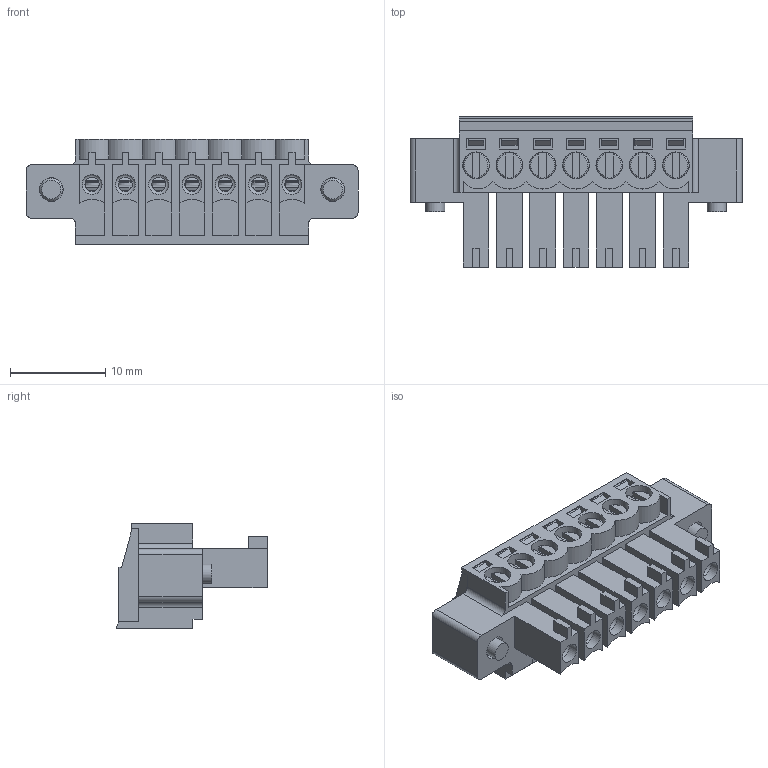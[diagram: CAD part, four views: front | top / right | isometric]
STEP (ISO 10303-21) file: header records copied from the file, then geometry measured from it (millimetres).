
FILE_DESCRIPTION( ( 'Unknown' ), '1' );
FILE_NAME( '691364100007.stp', 'Unknown', ( 'Unknown' ), ( 'Unknown' ), 'PSStep 18.0.17', 'Unknown', ' ' );
FILE_SCHEMA( ( 'AUTOMOTIVE_DESIGN { 1 0 10303 214 1 1 1 1 }' ) );
Length unit declared in the file: millimetre
Products named in the file (7): Assem1; 6913641000xx_CAGE; 6913641000xx_VIS; 6913641000xx_PIN; 6913641000xx_VIS Flange; 691364100007_M; 691364100007
Assembly tree (25 placements, depth 2):
  Assem1
    6913641000xx_CAGE  x7
    6913641000xx_VIS  x7
    6913641000xx_PIN  x7
    6913641000xx_VIS Flange  x2
    691364100007_M
    691364100007
Bounding box: 34.9 x 15.8 x 11.1 mm (x, y, z)
Volume: 2118.4 mm3; surface area: 6654.3 mm2
Topology: 25 solids, 25 shells, 1125 faces, 3031 edges, 1993 vertices
Faces by surface type: plane 868, cylinder 214, torus 34, cone 9
Full cylindrical faces by diameter (mm): 1.5 x7, 1.598 x7, 1.9 x21, 2 x2, 2.1 x7, 2.4 x2, 2.5 x2, 2.7 x7, 2.8 x7, 3.8 x2, 4 x2
Entity records: 24896 total; most frequent: CARTESIAN_POINT 3573, ORIENTED_EDGE 3308, DIRECTION 3141, EDGE_CURVE 1654, LINE 1473, VECTOR 1473, VERTEX_POINT 1117, AXIS2_PLACEMENT_3D 834
